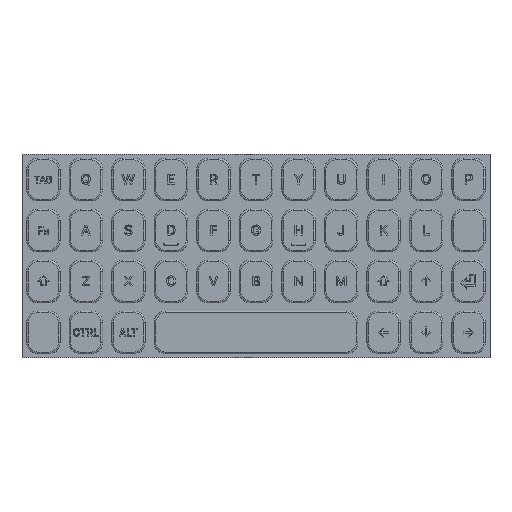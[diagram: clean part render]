
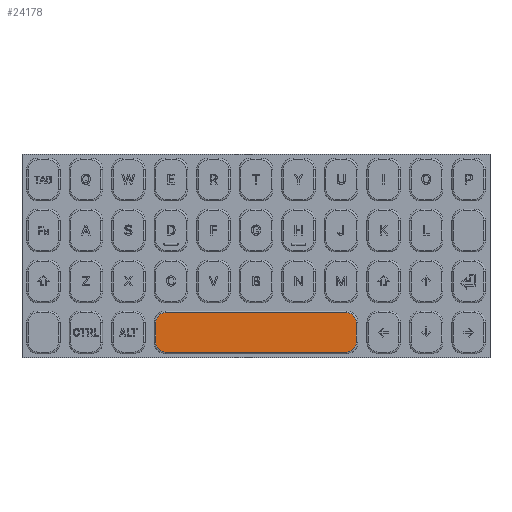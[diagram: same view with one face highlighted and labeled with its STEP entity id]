
A CAD part, top view. The second image highlights one B-rep face of the part: STEP entity #24178.
In plain terms, the highlighted planar face has unit normal (0, 0, 1).
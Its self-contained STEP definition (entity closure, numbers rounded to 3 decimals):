
#1002=PLANE('',#26147);
#2018=LINE('',#36339,#4336);
#2020=LINE('',#36351,#4338);
#2022=LINE('',#36363,#4340);
#2024=LINE('',#36372,#4342);
#4336=VECTOR('',#29521,10.);
#4338=VECTOR('',#29535,10.);
#4340=VECTOR('',#29549,10.);
#4342=VECTOR('',#29561,10.);
#6994=FACE_OUTER_BOUND('',#8498,.T.);
#8498=EDGE_LOOP('',(#17955,#17956,#17957,#17958,#17959,#17960,#17961,#17962));
#10216=CIRCLE('',#26121,1.5);
#10219=CIRCLE('',#26126,1.5);
#10223=CIRCLE('',#26132,1.5);
#10227=CIRCLE('',#26138,1.5);
#11226=VERTEX_POINT('',#36327);
#11229=VERTEX_POINT('',#36332);
#11231=VERTEX_POINT('',#36337);
#11233=VERTEX_POINT('',#36343);
#11235=VERTEX_POINT('',#36349);
#11237=VERTEX_POINT('',#36355);
#11239=VERTEX_POINT('',#36361);
#11241=VERTEX_POINT('',#36367);
#13779=EDGE_CURVE('',#11229,#11226,#10216,.T.);
#13781=EDGE_CURVE('',#11231,#11229,#2018,.T.);
#13784=EDGE_CURVE('',#11233,#11231,#10219,.T.);
#13787=EDGE_CURVE('',#11235,#11233,#2020,.T.);
#13790=EDGE_CURVE('',#11237,#11235,#10223,.T.);
#13793=EDGE_CURVE('',#11239,#11237,#2022,.T.);
#13796=EDGE_CURVE('',#11241,#11239,#10227,.T.);
#13798=EDGE_CURVE('',#11226,#11241,#2024,.T.);
#17955=ORIENTED_EDGE('',*,*,#13779,.F.);
#17956=ORIENTED_EDGE('',*,*,#13781,.F.);
#17957=ORIENTED_EDGE('',*,*,#13784,.F.);
#17958=ORIENTED_EDGE('',*,*,#13787,.F.);
#17959=ORIENTED_EDGE('',*,*,#13790,.F.);
#17960=ORIENTED_EDGE('',*,*,#13793,.F.);
#17961=ORIENTED_EDGE('',*,*,#13796,.F.);
#17962=ORIENTED_EDGE('',*,*,#13798,.F.);
#24178=ADVANCED_FACE('',(#6994),#1002,.T.);
#26121=AXIS2_PLACEMENT_3D('',#36334,#29515,#29516);
#26126=AXIS2_PLACEMENT_3D('',#36345,#29527,#29528);
#26132=AXIS2_PLACEMENT_3D('',#36357,#29541,#29542);
#26138=AXIS2_PLACEMENT_3D('',#36369,#29555,#29556);
#26147=AXIS2_PLACEMENT_3D('',#36392,#29582,#29583);
#29515=DIRECTION('center_axis',(0.,0.,-1.));
#29516=DIRECTION('ref_axis',(-0.707,-0.707,0.));
#29521=DIRECTION('',(-1.,0.,0.));
#29527=DIRECTION('center_axis',(0.,0.,-1.));
#29528=DIRECTION('ref_axis',(0.707,-0.707,0.));
#29535=DIRECTION('',(0.,-1.,0.));
#29541=DIRECTION('center_axis',(0.,0.,-1.));
#29542=DIRECTION('ref_axis',(0.707,0.707,0.));
#29549=DIRECTION('',(1.,0.,0.));
#29555=DIRECTION('center_axis',(0.,0.,-1.));
#29556=DIRECTION('ref_axis',(-0.707,0.707,0.));
#29561=DIRECTION('',(0.,1.,0.));
#29582=DIRECTION('center_axis',(0.,0.,1.));
#29583=DIRECTION('ref_axis',(1.,0.,0.));
#36327=CARTESIAN_POINT('',(17.45,-33.15,2.5));
#36332=CARTESIAN_POINT('',(18.95,-34.65,2.5));
#36334=CARTESIAN_POINT('Origin',(18.95,-33.15,2.5));
#36337=CARTESIAN_POINT('',(47.05,-34.65,2.5));
#36339=CARTESIAN_POINT('',(25.975,-34.65,2.5));
#36343=CARTESIAN_POINT('',(48.55,-33.15,2.5));
#36345=CARTESIAN_POINT('Origin',(47.05,-33.15,2.5));
#36349=CARTESIAN_POINT('',(48.55,-30.05,2.5));
#36351=CARTESIAN_POINT('',(48.55,-32.375,2.5));
#36355=CARTESIAN_POINT('',(47.05,-28.55,2.5));
#36357=CARTESIAN_POINT('Origin',(47.05,-30.05,2.5));
#36361=CARTESIAN_POINT('',(18.95,-28.55,2.5));
#36363=CARTESIAN_POINT('',(40.025,-28.55,2.5));
#36367=CARTESIAN_POINT('',(17.45,-30.05,2.5));
#36369=CARTESIAN_POINT('Origin',(18.95,-30.05,2.5));
#36372=CARTESIAN_POINT('',(17.45,-30.825,2.5));
#36392=CARTESIAN_POINT('Origin',(33.,-31.6,2.5));
